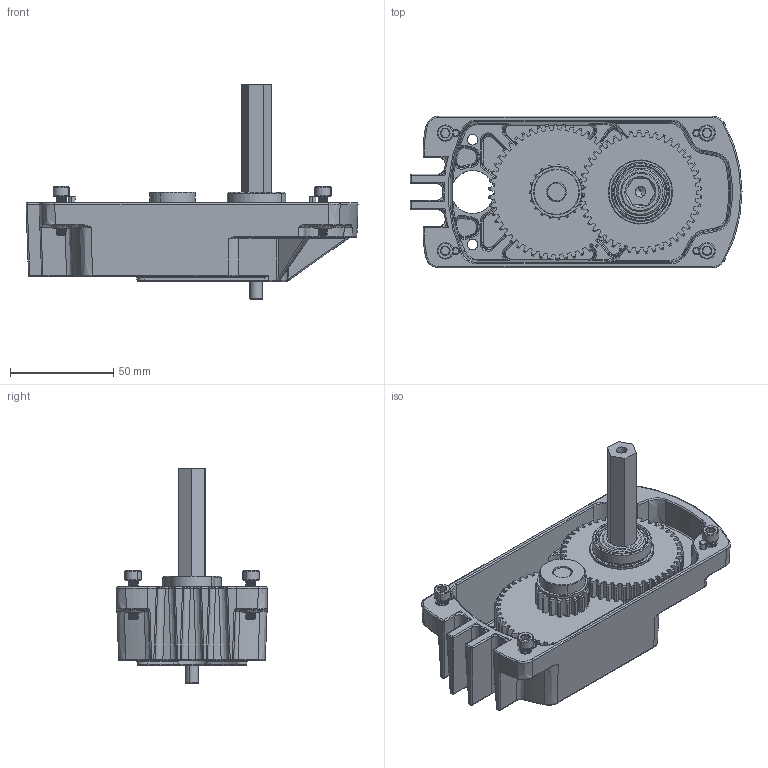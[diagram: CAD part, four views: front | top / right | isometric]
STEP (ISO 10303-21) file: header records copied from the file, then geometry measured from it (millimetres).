
FILE_DESCRIPTION (( 'STEP AP214' ), '1' );
FILE_NAME ('ToughBox Micro S Standard 8-46 to 1.STEP', '2023-01-07T17:22:22', ( '' ), ( '' ), 'SwSTEP 2.0', 'SolidWorks 2022', '' );
FILE_SCHEMA (( 'AUTOMOTIVE_DESIGN' ));
Length unit declared in the file: inch
Products named in the file (17): am-1047 10-32 x 0750 SHCS_90128A945; am-0516 3-8 in ID 7-8 in OD Shielded Ball Bearing R6ZZ_60355K45; ToughBox Micro S Configurable Shafts_ToughBox Micro S Short Shaft No Plate; am-0206 1-2 in Shaft External Klipring_97431A340; 250x1000_dowel; am-4729 am-4729_mag am-4729_pin ToughBox E Short Hex Output_Pin; am-4729 ToughBox E Short Hex Output Shaft; am-3645 19T 20DP 375hex 375 FW; am-1042 10-32 Nylock Nut_90631A411; am-4712 45T 20DP 500Hex 375 FW No Pockets; am-0028 3-8 ID Flanged Bearing; am-2986 FR8ZZ Hex Bearing; am-0152 ToughBox Small Cluster Shaft; ToughBox Micro S Standard 8-46 to 1; am-4720 50T 20DP 375hex 375 FW No Pockets; ToughBox Micro S Configurable Base; am-3157 ToughBox Micro Housing
Assembly tree (23 placements, depth 4):
  ToughBox Micro S Standard 8-46 to 1
    ToughBox Micro S Configurable Shafts_ToughBox Micro S Short Shaft No Plate
      ToughBox Micro S Configurable Base
        am-3157 ToughBox Micro Housing
        am-1042 10-32 Nylock Nut_90631A411  x4
        am-0152 ToughBox Small Cluster Shaft
        am-0516 3-8 in ID 7-8 in OD Shielded Ball Bearing R6ZZ_60355K45  x2
        am-1047 10-32 x 0750 SHCS_90128A945  x4
        am-0028 3-8 ID Flanged Bearing
      am-2986 FR8ZZ Hex Bearing
      am-0206 1-2 in Shaft External Klipring_97431A340
      am-4729 am-4729_mag am-4729_pin ToughBox E Short Hex Output_Pin
        am-4729 ToughBox E Short Hex Output Shaft
        250x1000_dowel
    am-4720 50T 20DP 375hex 375 FW No Pockets
    am-3645 19T 20DP 375hex 375 FW
    am-4712 45T 20DP 500Hex 375 FW No Pockets
Bounding box: 161.1 x 73.61 x 104.13 mm (x, y, z)
Volume: 167905.8 mm3; surface area: 96040.1 mm2
Topology: 52 solids, 52 shells, 3086 faces, 8021 edges, 5016 vertices
Faces by surface type: cylinder 1289, bspline 566, cone 559, plane 434, torus 171, sphere 67
Entity records: 96690 total; most frequent: CARTESIAN_POINT 41991, ORIENTED_EDGE 12262, DIRECTION 10092, EDGE_CURVE 6131, AXIS2_PLACEMENT_3D 4105, VERTEX_POINT 3869, EDGE_LOOP 2482, FACE_OUTER_BOUND 2373
